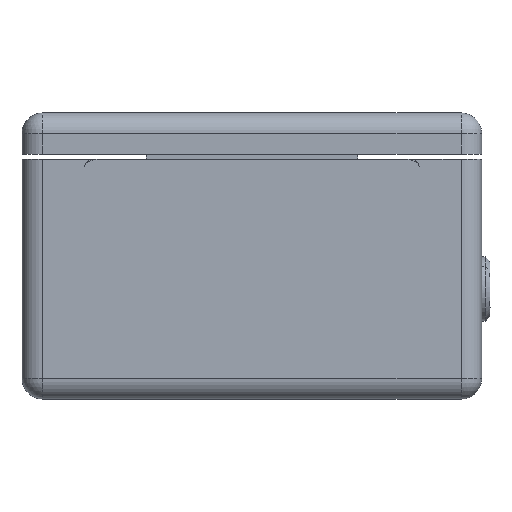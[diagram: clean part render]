
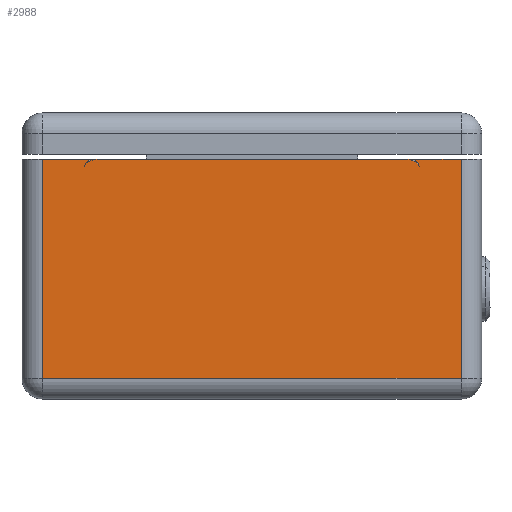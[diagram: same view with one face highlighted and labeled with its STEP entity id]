
A CAD part, front view. The second image highlights one B-rep face of the part: STEP entity #2988.
In plain terms, the highlighted face is planar.
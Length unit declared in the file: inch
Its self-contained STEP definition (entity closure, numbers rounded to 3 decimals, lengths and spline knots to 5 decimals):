
#1141=CARTESIAN_POINT('',(0.3125,-2.07976,0.74232));
#1142=VERTEX_POINT('',#1141);
#1150=CARTESIAN_POINT('',(0.3125,-2.04485,0.785));
#1151=VERTEX_POINT('',#1150);
#1158=CARTESIAN_POINT('',(0.3125,-1.96,0.68));
#1159=DIRECTION('',(-1.0,0.0,0.0));
#1160=DIRECTION('',(0.0,1.0,0.0));
#1161=AXIS2_PLACEMENT_3D('',#1158,#1159,#1160);
#1162=CIRCLE('',#1161,0.135);
#1163=EDGE_CURVE('',#1142,#1151,#1162,.T.);
#1530=CARTESIAN_POINT('',(0.3125,-2.33,-0.54));
#1531=VERTEX_POINT('',#1530);
#1598=CARTESIAN_POINT('',(0.3125,0.2,-0.54));
#1599=VERTEX_POINT('',#1598);
#1730=CARTESIAN_POINT('',(0.3125,0.2,0.785));
#1731=VERTEX_POINT('',#1730);
#1739=CARTESIAN_POINT('',(0.3125,0.2,0.785));
#1740=DIRECTION('',(0.0,0.0,-1.0));
#1741=VECTOR('',#1740,1.325);
#1742=LINE('',#1739,#1741);
#1743=EDGE_CURVE('',#1731,#1599,#1742,.T.);
#1770=CARTESIAN_POINT('',(0.3125,0.2,-0.54));
#1771=DIRECTION('',(0.0,-1.0,0.0));
#1772=VECTOR('',#1771,2.53);
#1773=LINE('',#1770,#1772);
#1774=EDGE_CURVE('',#1599,#1531,#1773,.T.);
#1838=CARTESIAN_POINT('',(0.3125,-2.33,0.785));
#1839=VERTEX_POINT('',#1838);
#1856=CARTESIAN_POINT('',(0.3125,-2.33,-0.54));
#1857=DIRECTION('',(0.0,0.0,1.0));
#1858=VECTOR('',#1857,1.325);
#1859=LINE('',#1856,#1858);
#1860=EDGE_CURVE('',#1531,#1839,#1859,.T.);
#2220=CARTESIAN_POINT('',(0.3125,-0.05024,0.74232));
#2221=VERTEX_POINT('',#2220);
#2230=CARTESIAN_POINT('',(0.3125,-0.08515,0.785));
#2231=VERTEX_POINT('',#2230);
#2232=CARTESIAN_POINT('',(0.3125,-0.17,0.68));
#2233=DIRECTION('',(-1.0,0.0,0.0));
#2234=DIRECTION('',(0.0,1.0,0.0));
#2235=AXIS2_PLACEMENT_3D('',#2232,#2233,#2234);
#2236=CIRCLE('',#2235,0.135);
#2237=EDGE_CURVE('',#2231,#2221,#2236,.T.);
#2881=CARTESIAN_POINT('',(0.3125,-0.129,0.785));
#2882=VERTEX_POINT('',#2881);
#2889=CARTESIAN_POINT('',(0.3125,-0.129,0.691));
#2890=DIRECTION('',(-1.0,0.,0.));
#2891=DIRECTION('',(0.,0.707,0.707));
#2892=AXIS2_PLACEMENT_3D('',#2889,#2890,#2891);
#2893=CIRCLE('',#2892,0.094);
#2894=EDGE_CURVE('',#2882,#2221,#2893,.T.);
#2905=CARTESIAN_POINT('',(0.3125,-2.001,0.785));
#2906=VERTEX_POINT('',#2905);
#2907=CARTESIAN_POINT('',(0.3125,-2.001,0.691));
#2908=DIRECTION('',(-1.0,0.,0.));
#2909=DIRECTION('',(0.,-0.707,0.707));
#2910=AXIS2_PLACEMENT_3D('',#2907,#2908,#2909);
#2911=CIRCLE('',#2910,0.094);
#2912=EDGE_CURVE('',#1142,#2906,#2911,.T.);
#2930=CARTESIAN_POINT('',(0.3125,-2.001,0.785));
#2931=DIRECTION('',(0.0,1.0,0.0));
#2932=VECTOR('',#2931,1.872);
#2933=LINE('',#2930,#2932);
#2934=EDGE_CURVE('',#2906,#2882,#2933,.T.);
#2939=CARTESIAN_POINT('',(0.3125,0.2,0.785));
#2940=DIRECTION('',(0.0,-1.0,0.0));
#2941=VECTOR('',#2940,0.28515);
#2942=LINE('',#2939,#2941);
#2943=EDGE_CURVE('',#1731,#2231,#2942,.T.);
#2960=CARTESIAN_POINT('',(0.3125,-2.04485,0.785));
#2961=DIRECTION('',(0.0,-1.0,0.0));
#2962=VECTOR('',#2961,0.28515);
#2963=LINE('',#2960,#2962);
#2964=EDGE_CURVE('',#1151,#1839,#2963,.T.);
#2971=CARTESIAN_POINT('',(0.3125,-0.129,-0.105));
#2972=DIRECTION('',(1.0,0.0,0.0));
#2973=DIRECTION('',(0.0,1.0,0.0));
#2974=AXIS2_PLACEMENT_3D('',#2971,#2972,#2973);
#2975=PLANE('',#2974);
#2976=ORIENTED_EDGE('',*,*,#2894,.F.);
#2977=ORIENTED_EDGE('',*,*,#2934,.F.);
#2978=ORIENTED_EDGE('',*,*,#2912,.F.);
#2979=ORIENTED_EDGE('',*,*,#1163,.T.);
#2980=ORIENTED_EDGE('',*,*,#2964,.T.);
#2981=ORIENTED_EDGE('',*,*,#1860,.F.);
#2982=ORIENTED_EDGE('',*,*,#1774,.F.);
#2983=ORIENTED_EDGE('',*,*,#1743,.F.);
#2984=ORIENTED_EDGE('',*,*,#2943,.T.);
#2985=ORIENTED_EDGE('',*,*,#2237,.T.);
#2986=EDGE_LOOP('',(#2976,#2977,#2978,#2979,#2980,#2981,#2982,#2983,#2984,#2985));
#2987=FACE_OUTER_BOUND('',#2986,.T.);
#2988=ADVANCED_FACE('',(#2987),#2975,.T.);
